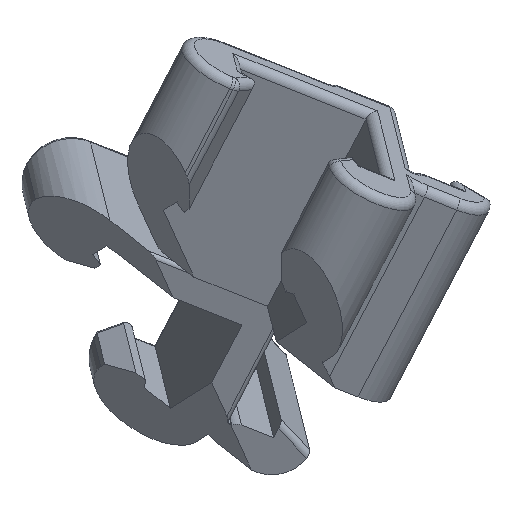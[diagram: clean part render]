
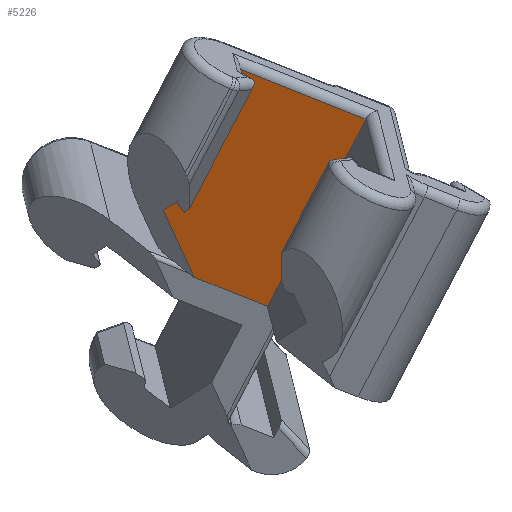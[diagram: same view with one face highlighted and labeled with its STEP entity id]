
A CAD part, left-side view. The second image highlights one B-rep face of the part: STEP entity #5226.
In plain terms, the highlighted face is planar.
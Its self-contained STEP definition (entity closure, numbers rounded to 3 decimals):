
#143 = VECTOR ( 'NONE', #1795, 1000. ) ;
#158 = DIRECTION ( 'NONE',  ( -0.437, 0.707, -0.556 ) ) ;
#525 = CARTESIAN_POINT ( 'NONE',  ( -16.246, -0.061, 19.192 ) ) ;
#676 = AXIS2_PLACEMENT_3D ( 'NONE', #525, #2314, #158 ) ;
#800 = VECTOR ( 'NONE', #1167, 1000. ) ;
#936 = CARTESIAN_POINT ( 'NONE',  ( -2.957, 6.798, 0. ) ) ;
#938 = PLANE ( 'NONE',  #676 ) ;
#946 = LINE ( 'NONE', #3568, #143 ) ;
#956 = DIRECTION ( 'NONE',  ( 0.786, 0., -0.619 ) ) ;
#1167 = DIRECTION ( 'NONE',  ( -0.437, 0.707, -0.556 ) ) ;
#1231 = VECTOR ( 'NONE', #956, 1000. ) ;
#1371 = FACE_OUTER_BOUND ( 'NONE', #1937, .T. ) ;
#1415 = VECTOR ( 'NONE', #4101, 1000. ) ;
#1418 = CARTESIAN_POINT ( 'NONE',  ( -17.821, 2.484, 17.192 ) ) ;
#1445 = VECTOR ( 'NONE', #5326, 1000. ) ;
#1479 = LINE ( 'NONE', #4938, #1415 ) ;
#1481 = EDGE_CURVE ( 'NONE', #3441, #3874, #1479, .T. ) ;
#1486 = VERTEX_POINT ( 'NONE', #4453 ) ;
#1566 = LINE ( 'NONE', #3662, #1445 ) ;
#1795 = DIRECTION ( 'NONE',  ( 0.85, -0.526, 0. ) ) ;
#1937 = EDGE_LOOP ( 'NONE', ( #4577, #3035, #4162, #3422, #3816 ) ) ;
#1961 = CARTESIAN_POINT ( 'NONE',  ( -4.431, -0.061, 9.89 ) ) ;
#2314 = DIRECTION ( 'NONE',  ( -0.437, -0.707, -0.556 ) ) ;
#2472 = VERTEX_POINT ( 'NONE', #3511 ) ;
#3035 = ORIENTED_EDGE ( 'NONE', *, *, #3755, .T. ) ;
#3321 = CARTESIAN_POINT ( 'NONE',  ( -8.674, 6.798, 4.501 ) ) ;
#3422 = ORIENTED_EDGE ( 'NONE', *, *, #4616, .T. ) ;
#3441 = VERTEX_POINT ( 'NONE', #3321 ) ;
#3511 = CARTESIAN_POINT ( 'NONE',  ( -6.006, 2.484, 7.89 ) ) ;
#3568 = CARTESIAN_POINT ( 'NONE',  ( -9.5, 10.845, 0. ) ) ;
#3608 = LINE ( 'NONE', #1418, #1231 ) ;
#3662 = CARTESIAN_POINT ( 'NONE',  ( 3.111, -0.061, 3.952 ) ) ;
#3755 = EDGE_CURVE ( 'NONE', #2472, #3441, #5423, .T. ) ;
#3816 = ORIENTED_EDGE ( 'NONE', *, *, #4112, .F. ) ;
#3874 = VERTEX_POINT ( 'NONE', #936 ) ;
#4067 = CARTESIAN_POINT ( 'NONE',  ( 0., 4.968, 0. ) ) ;
#4101 = DIRECTION ( 'NONE',  ( 0.786, 0., -0.619 ) ) ;
#4112 = EDGE_CURVE ( 'NONE', #1486, #4283, #1566, .T. ) ;
#4162 = ORIENTED_EDGE ( 'NONE', *, *, #1481, .T. ) ;
#4283 = VERTEX_POINT ( 'NONE', #4067 ) ;
#4453 = CARTESIAN_POINT ( 'NONE',  ( 1.537, 2.484, 1.952 ) ) ;
#4577 = ORIENTED_EDGE ( 'NONE', *, *, #5443, .F. ) ;
#4616 = EDGE_CURVE ( 'NONE', #3874, #4283, #946, .T. ) ;
#4938 = CARTESIAN_POINT ( 'NONE',  ( -20.489, 6.798, 13.803 ) ) ;
#5226 = ADVANCED_FACE ( 'NONE', ( #1371 ), #938, .T. ) ;
#5326 = DIRECTION ( 'NONE',  ( -0.437, 0.707, -0.556 ) ) ;
#5423 = LINE ( 'NONE', #1961, #800 ) ;
#5443 = EDGE_CURVE ( 'NONE', #2472, #1486, #3608, .T. ) ;
